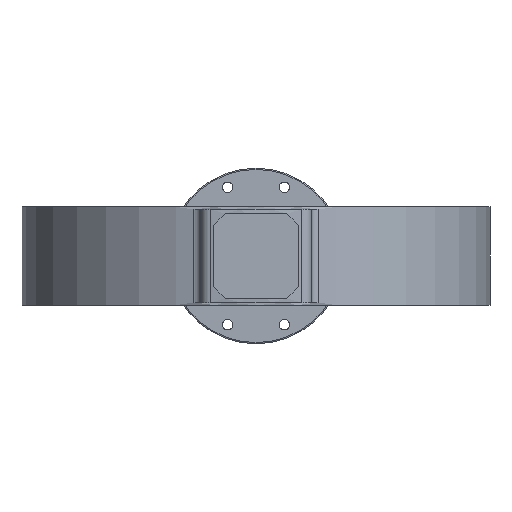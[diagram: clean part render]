
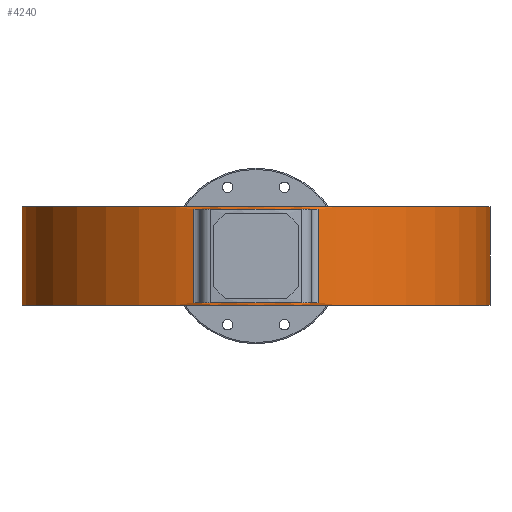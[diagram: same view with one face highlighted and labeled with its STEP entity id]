
A CAD part, front view. The second image highlights one B-rep face of the part: STEP entity #4240.
In plain terms, the highlighted cylindrical face has radius 400 mm (diameter 800 mm), a partial arc.
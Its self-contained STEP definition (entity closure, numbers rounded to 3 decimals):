
#50 = LINE ( 'NONE', #2280, #58 ) ;
#53 = CIRCLE ( 'NONE', #1875, 400. ) ;
#54 = CIRCLE ( 'NONE', #1876, 400. ) ;
#55 = CIRCLE ( 'NONE', #1877, 400. ) ;
#56 = CIRCLE ( 'NONE', #1878, 400. ) ;
#58 = VECTOR ( 'NONE', #2276, 1000. ) ;
#59 = LINE ( 'NONE', #2284, #61 ) ;
#61 = VECTOR ( 'NONE', #2272, 1000. ) ;
#989 = FACE_OUTER_BOUND ( 'NONE', #5721, .T. ) ;
#994 = FACE_BOUND ( 'NONE', #5726, .T. ) ;
#996 = CYLINDRICAL_SURFACE ( 'NONE', #5383, 400. ) ;
#1470 = DIRECTION ( 'NONE',  ( -1., 0., 0. ) ) ;
#1474 = CARTESIAN_POINT ( 'NONE',  ( 0., 0., 84. ) ) ;
#1475 = DIRECTION ( 'NONE',  ( 0., 0., -1. ) ) ;
#1875 = AXIS2_PLACEMENT_3D ( 'NONE', #2273, #2274, #2275 ) ;
#1876 = AXIS2_PLACEMENT_3D ( 'NONE', #2277, #2278, #2279 ) ;
#1877 = AXIS2_PLACEMENT_3D ( 'NONE', #2281, #2282, #2283 ) ;
#1878 = AXIS2_PLACEMENT_3D ( 'NONE', #2285, #2286, #2287 ) ;
#2272 = DIRECTION ( 'NONE',  ( 0., 0., -1. ) ) ;
#2273 = CARTESIAN_POINT ( 'NONE',  ( 0., 0., 84. ) ) ;
#2274 = DIRECTION ( 'NONE',  ( 0., 0., 1. ) ) ;
#2275 = DIRECTION ( 'NONE',  ( 1., 0., 0. ) ) ;
#2276 = DIRECTION ( 'NONE',  ( 0., 0., 1. ) ) ;
#2277 = CARTESIAN_POINT ( 'NONE',  ( 0., 0., -84. ) ) ;
#2278 = DIRECTION ( 'NONE',  ( 0., 0., 1. ) ) ;
#2279 = DIRECTION ( 'NONE',  ( 1., 0., 0. ) ) ;
#2280 = CARTESIAN_POINT ( 'NONE',  ( -106.024, -385.693, 84. ) ) ;
#2281 = CARTESIAN_POINT ( 'NONE',  ( 0., 0., -79.5 ) ) ;
#2282 = DIRECTION ( 'NONE',  ( 0., 0., 1. ) ) ;
#2283 = DIRECTION ( 'NONE',  ( 1., 0., 0. ) ) ;
#2284 = CARTESIAN_POINT ( 'NONE',  ( 106.024, -385.693, 84. ) ) ;
#2285 = CARTESIAN_POINT ( 'NONE',  ( 0., 0., 79.5 ) ) ;
#2286 = DIRECTION ( 'NONE',  ( 0., 0., 1. ) ) ;
#2287 = DIRECTION ( 'NONE',  ( 1., 0., 0. ) ) ;
#2604 = VERTEX_POINT ( 'NONE', #6382 ) ;
#2614 = VERTEX_POINT ( 'NONE', #6392 ) ;
#2616 = VERTEX_POINT ( 'NONE', #6394 ) ;
#2617 = VERTEX_POINT ( 'NONE', #6395 ) ;
#2656 = VERTEX_POINT ( 'NONE', #6434 ) ;
#2661 = VERTEX_POINT ( 'NONE', #6439 ) ;
#2664 = VERTEX_POINT ( 'NONE', #6442 ) ;
#2665 = VERTEX_POINT ( 'NONE', #6443 ) ;
#3485 = EDGE_CURVE ( 'NONE', #2604, #2616, #6145, .T. ) ;
#3487 = EDGE_CURVE ( 'NONE', #2614, #2617, #6153, .T. ) ;
#3797 = ORIENTED_EDGE ( 'NONE', *, *, #3485, .F. ) ;
#3798 = ORIENTED_EDGE ( 'NONE', *, *, #5462, .F. ) ;
#3799 = ORIENTED_EDGE ( 'NONE', *, *, #3487, .T. ) ;
#3800 = ORIENTED_EDGE ( 'NONE', *, *, #5463, .T. ) ;
#3801 = ORIENTED_EDGE ( 'NONE', *, *, #5464, .F. ) ;
#3802 = ORIENTED_EDGE ( 'NONE', *, *, #5465, .T. ) ;
#3803 = ORIENTED_EDGE ( 'NONE', *, *, #5466, .T. ) ;
#3804 = ORIENTED_EDGE ( 'NONE', *, *, #5467, .T. ) ;
#4240 = ADVANCED_FACE ( 'NONE', ( #989, #994 ), #996, .T. ) ;
#4993 = DIRECTION ( 'NONE',  ( 0., 0., -1. ) ) ;
#4997 = DIRECTION ( 'NONE',  ( 0., 0., -1. ) ) ;
#4998 = CARTESIAN_POINT ( 'NONE',  ( 400., 0., 84. ) ) ;
#5002 = CARTESIAN_POINT ( 'NONE',  ( -400., 0., 84. ) ) ;
#5383 = AXIS2_PLACEMENT_3D ( 'NONE', #1474, #1475, #1470 ) ;
#5462 = EDGE_CURVE ( 'NONE', #2614, #2604, #53, .T. ) ;
#5463 = EDGE_CURVE ( 'NONE', #2617, #2616, #54, .T. ) ;
#5464 = EDGE_CURVE ( 'NONE', #2656, #2661, #55, .T. ) ;
#5465 = EDGE_CURVE ( 'NONE', #2656, #2664, #50, .T. ) ;
#5466 = EDGE_CURVE ( 'NONE', #2664, #2665, #56, .T. ) ;
#5467 = EDGE_CURVE ( 'NONE', #2665, #2661, #59, .T. ) ;
#5721 = EDGE_LOOP ( 'NONE', ( #3797, #3798, #3799, #3800 ) ) ;
#5726 = EDGE_LOOP ( 'NONE', ( #3801, #3802, #3803, #3804 ) ) ;
#6145 = LINE ( 'NONE', #4998, #6152 ) ;
#6152 = VECTOR ( 'NONE', #4993, 1000. ) ;
#6153 = LINE ( 'NONE', #5002, #6155 ) ;
#6155 = VECTOR ( 'NONE', #4997, 1000. ) ;
#6382 = CARTESIAN_POINT ( 'NONE',  ( 400., 0., 84. ) ) ;
#6392 = CARTESIAN_POINT ( 'NONE',  ( -400., 0., 84. ) ) ;
#6394 = CARTESIAN_POINT ( 'NONE',  ( 400., 0., -84. ) ) ;
#6395 = CARTESIAN_POINT ( 'NONE',  ( -400., 0., -84. ) ) ;
#6434 = CARTESIAN_POINT ( 'NONE',  ( -106.024, -385.693, -79.5 ) ) ;
#6439 = CARTESIAN_POINT ( 'NONE',  ( 106.024, -385.693, -79.5 ) ) ;
#6442 = CARTESIAN_POINT ( 'NONE',  ( -106.024, -385.693, 79.5 ) ) ;
#6443 = CARTESIAN_POINT ( 'NONE',  ( 106.024, -385.693, 79.5 ) ) ;
